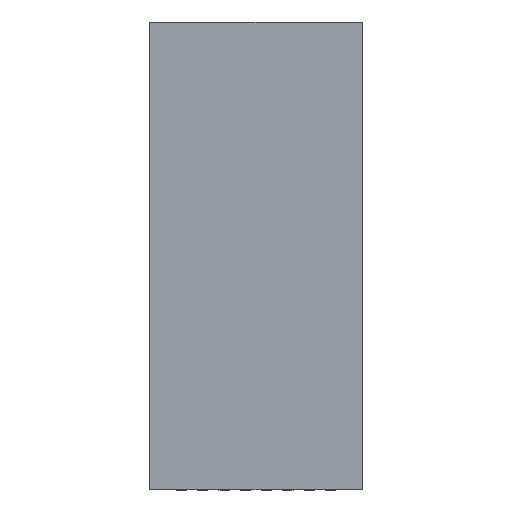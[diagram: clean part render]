
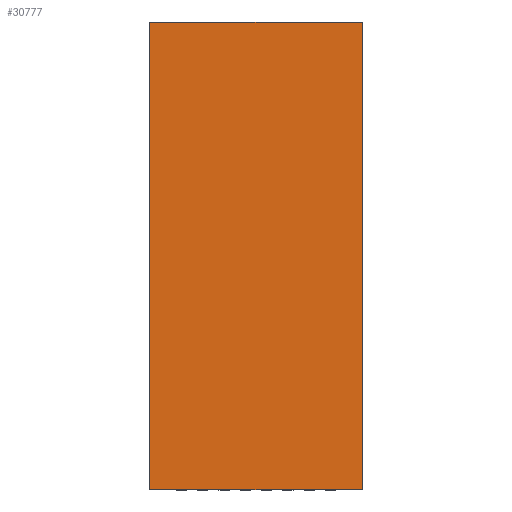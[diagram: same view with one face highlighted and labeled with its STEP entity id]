
A CAD part, top view. The second image highlights one B-rep face of the part: STEP entity #30777.
In plain terms, the highlighted face is planar.
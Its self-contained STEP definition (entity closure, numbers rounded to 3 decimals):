
#23504=DIRECTION('',(0.,0.,1.));
#23505=VECTOR('',#23504,11.);
#23506=CARTESIAN_POINT('',(-2.5,0.775,-5.5));
#23507=LINE('',#23506,#23505);
#23511=DIRECTION('',(-1.,0.,0.));
#23512=VECTOR('',#23511,5.);
#23513=CARTESIAN_POINT('',(2.5,0.775,-5.5));
#23514=LINE('',#23513,#23512);
#23518=DIRECTION('',(0.,0.,-1.));
#23519=VECTOR('',#23518,11.);
#23520=CARTESIAN_POINT('',(2.5,0.775,5.5));
#23521=LINE('',#23520,#23519);
#23525=DIRECTION('',(1.,0.,0.));
#23526=VECTOR('',#23525,5.);
#23527=CARTESIAN_POINT('',(-2.5,0.775,5.5));
#23528=LINE('',#23527,#23526);
#25572=CARTESIAN_POINT('',(-2.5,0.775,-5.5));
#25573=CARTESIAN_POINT('',(-2.5,0.775,5.5));
#25574=VERTEX_POINT('',#25572);
#25575=VERTEX_POINT('',#25573);
#25576=CARTESIAN_POINT('',(2.5,0.775,5.5));
#25577=VERTEX_POINT('',#25576);
#25578=CARTESIAN_POINT('',(2.5,0.775,-5.5));
#25579=VERTEX_POINT('',#25578);
#30766=CARTESIAN_POINT('',(0.,0.775,0.));
#30767=DIRECTION('',(0.,1.,0.));
#30768=DIRECTION('',(1.,0.,0.));
#30769=AXIS2_PLACEMENT_3D('',#30766,#30767,#30768);
#30770=PLANE('',#30769);
#30771=ORIENTED_EDGE('',*,*,#27830,.F.);
#30772=ORIENTED_EDGE('',*,*,#28069,.F.);
#30773=ORIENTED_EDGE('',*,*,#28905,.F.);
#30774=ORIENTED_EDGE('',*,*,#30603,.F.);
#30775=EDGE_LOOP('',(#30771,#30772,#30773,#30774));
#30776=FACE_OUTER_BOUND('',#30775,.F.);
#30777=ADVANCED_FACE('',(#30776),#30770,.T.);
#27830=EDGE_CURVE('',#25574,#25575,#23507,.T.);
#28069=EDGE_CURVE('',#25579,#25574,#23514,.T.);
#28905=EDGE_CURVE('',#25577,#25579,#23521,.T.);
#30603=EDGE_CURVE('',#25575,#25577,#23528,.T.);
